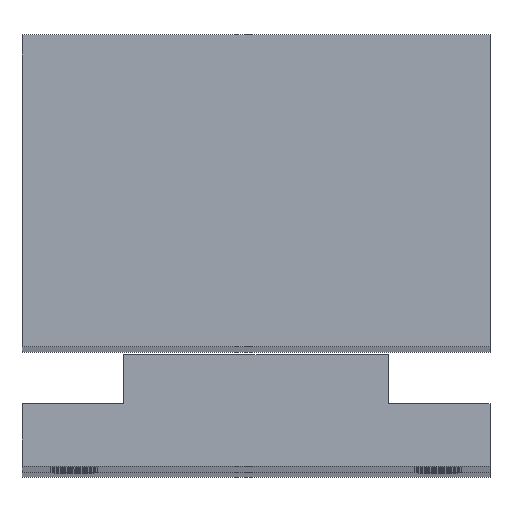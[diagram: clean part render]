
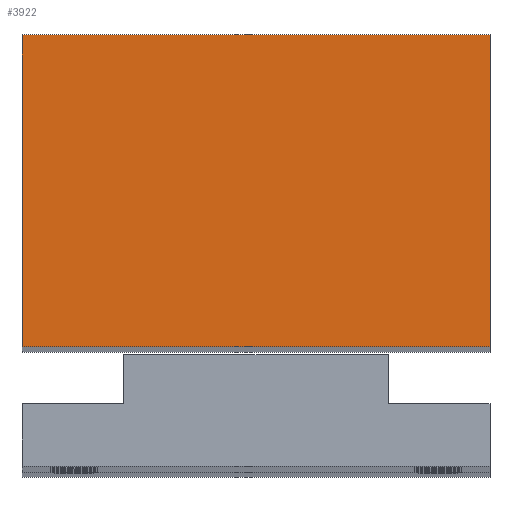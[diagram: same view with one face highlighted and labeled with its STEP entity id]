
A CAD part, top view. The second image highlights one B-rep face of the part: STEP entity #3922.
In plain terms, the highlighted planar face has unit normal (0, 0, 1).
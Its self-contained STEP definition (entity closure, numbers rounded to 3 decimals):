
#397 = LINE ( 'NONE', #2954, #1918 ) ;
#483 = DIRECTION ( 'NONE',  ( -1., 0., 0. ) ) ;
#532 = VERTEX_POINT ( 'NONE', #1391 ) ;
#586 = PLANE ( 'NONE',  #4858 ) ;
#876 = DIRECTION ( 'NONE',  ( 1., 0., 0. ) ) ;
#1316 = CARTESIAN_POINT ( 'NONE',  ( 0., 0., 280. ) ) ;
#1391 = CARTESIAN_POINT ( 'NONE',  ( 45., 0., 280. ) ) ;
#1642 = ORIENTED_EDGE ( 'NONE', *, *, #1798, .T. ) ;
#1763 = ORIENTED_EDGE ( 'NONE', *, *, #5356, .T. ) ;
#1798 = EDGE_CURVE ( 'NONE', #3020, #6738, #397, .T. ) ;
#1918 = VECTOR ( 'NONE', #5191, 1000. ) ;
#2120 = CARTESIAN_POINT ( 'NONE',  ( 0., 0., 280. ) ) ;
#2259 = VECTOR ( 'NONE', #4598, 1000. ) ;
#2468 = CARTESIAN_POINT ( 'NONE',  ( 0., 30., 280. ) ) ;
#2507 = CARTESIAN_POINT ( 'NONE',  ( 45., 0., 280. ) ) ;
#2562 = LINE ( 'NONE', #1316, #6637 ) ;
#2720 = DIRECTION ( 'NONE',  ( 0., -1., 0. ) ) ;
#2954 = CARTESIAN_POINT ( 'NONE',  ( 0., 30., 280. ) ) ;
#2987 = ORIENTED_EDGE ( 'NONE', *, *, #6289, .T. ) ;
#3014 = LINE ( 'NONE', #2507, #2259 ) ;
#3020 = VERTEX_POINT ( 'NONE', #4528 ) ;
#3273 = EDGE_LOOP ( 'NONE', ( #3523, #2987, #1763, #1642 ) ) ;
#3523 = ORIENTED_EDGE ( 'NONE', *, *, #4565, .T. ) ;
#3875 = LINE ( 'NONE', #5461, #5181 ) ;
#3922 = ADVANCED_FACE ( 'NONE', ( #4202 ), #586, .F. ) ;
#4202 = FACE_OUTER_BOUND ( 'NONE', #3273, .T. ) ;
#4528 = CARTESIAN_POINT ( 'NONE',  ( 45., 30., 280. ) ) ;
#4565 = EDGE_CURVE ( 'NONE', #6738, #5953, #3875, .T. ) ;
#4598 = DIRECTION ( 'NONE',  ( 0., 1., 0. ) ) ;
#4858 = AXIS2_PLACEMENT_3D ( 'NONE', #2120, #5242, #483 ) ;
#5126 = CARTESIAN_POINT ( 'NONE',  ( 0., 0., 280. ) ) ;
#5181 = VECTOR ( 'NONE', #2720, 1000. ) ;
#5191 = DIRECTION ( 'NONE',  ( -1., 0., 0. ) ) ;
#5242 = DIRECTION ( 'NONE',  ( 0., 0., -1. ) ) ;
#5356 = EDGE_CURVE ( 'NONE', #532, #3020, #3014, .T. ) ;
#5461 = CARTESIAN_POINT ( 'NONE',  ( 0., 0., 280. ) ) ;
#5953 = VERTEX_POINT ( 'NONE', #5126 ) ;
#6289 = EDGE_CURVE ( 'NONE', #5953, #532, #2562, .T. ) ;
#6637 = VECTOR ( 'NONE', #876, 1000. ) ;
#6738 = VERTEX_POINT ( 'NONE', #2468 ) ;
